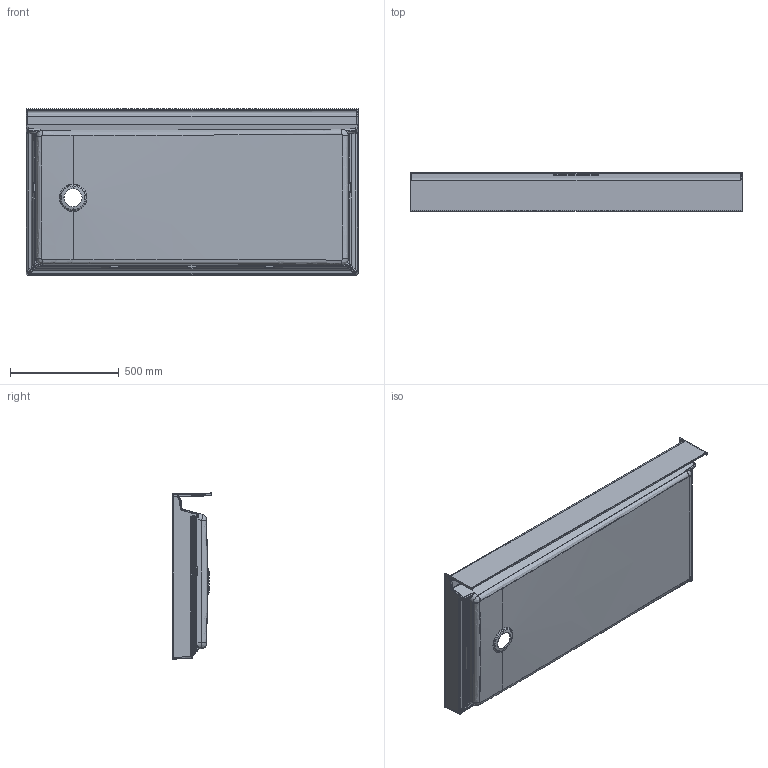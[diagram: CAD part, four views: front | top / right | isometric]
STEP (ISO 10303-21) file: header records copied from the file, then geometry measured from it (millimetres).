
FILE_DESCRIPTION (( 'STEP AP203' ), '1' );
FILE_NAME ('VL6030CPANNSL.STEP', '2023-05-22T18:52:29', ( '' ), ( '' ), 'SwSTEP 2.0', 'SolidWorks 2020', '' );
FILE_SCHEMA (( 'CONFIG_CONTROL_DESIGN' ));
Products named in the file (1): VL6030CPANNSL
Bounding box: 1524 x 178.71 x 764.1 mm (x, y, z)
Volume: 5852873.3 mm3; surface area: 3694300.1 mm2
Topology: 1 solids, 1 shells, 1188 faces, 2911 edges, 1686 vertices
Faces by surface type: bspline 446, cylinder 361, plane 321, sphere 42, cone 10, torus 8
Entity records: 48069 total; most frequent: CARTESIAN_POINT 24522, ORIENTED_EDGE 5702, DIRECTION 3963, EDGE_CURVE 2851, VERTEX_POINT 1686, AXIS2_PLACEMENT_3D 1403, EDGE_LOOP 1211, ADVANCED_FACE 1188
